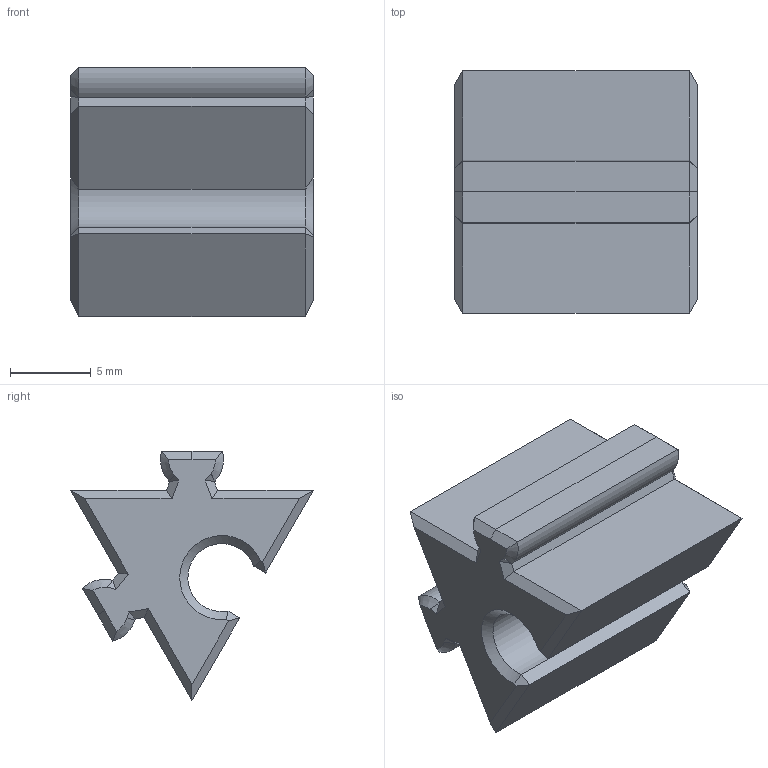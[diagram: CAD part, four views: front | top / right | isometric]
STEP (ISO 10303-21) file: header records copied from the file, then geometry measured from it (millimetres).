
FILE_DESCRIPTION(('CATIA V5 STEP Exchange'),'2;1');
FILE_NAME('FT_Grundbaustein_Schraege60mod.stp','2017-07-10T14:51:07+00:00',('none'),('none'),'CATIA Version 5 Release 18 GA (IN-10)','CATIA V5 STEP AP203','none');
FILE_SCHEMA(('CONFIG_CONTROL_DESIGN'));
Length unit declared in the file: millimetre
Products named in the file (1): FT_Grundbaustein_Schraege60
Bounding box: 15 x 15 x 15.39 mm (x, y, z)
Volume: 1473.2 mm3; surface area: 1128.8 mm2
Topology: 1 solids, 1 shells, 81 faces, 187 edges, 108 vertices
Faces by surface type: plane 66, cone 10, cylinder 5
Entity records: 2160 total; most frequent: CARTESIAN_POINT 450, ORIENTED_EDGE 374, DIRECTION 281, EDGE_CURVE 187, VECTOR 117, LINE 117, VERTEX_POINT 108, AXIS2_PLACEMENT_3D 93
